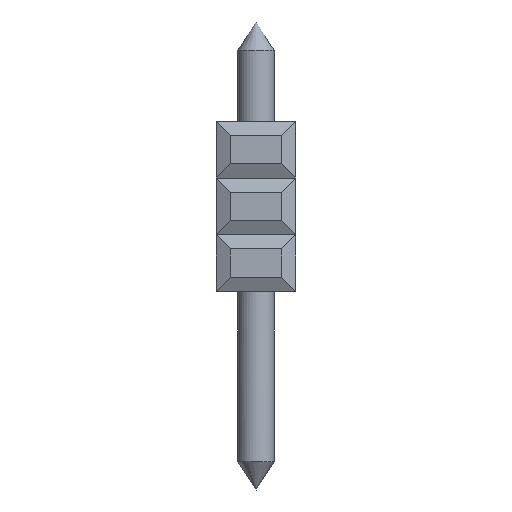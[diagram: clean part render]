
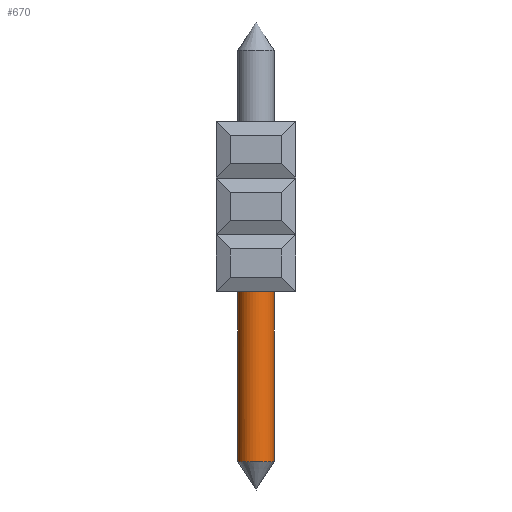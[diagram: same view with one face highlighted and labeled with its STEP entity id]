
A CAD part, left-side view. The second image highlights one B-rep face of the part: STEP entity #670.
In plain terms, the highlighted cylindrical face has radius 0.65 mm (diameter 1.3 mm), a full revolution.
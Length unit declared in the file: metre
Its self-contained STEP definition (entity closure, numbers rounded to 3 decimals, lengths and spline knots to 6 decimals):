
#670=ADVANCED_FACE('',(#1968,#1969),#1970,.T.);
#1968=FACE_OUTER_BOUND('',#4079,.T.);
#1969=FACE_OUTER_BOUND('',#4080,.T.);
#1970=CYLINDRICAL_SURFACE('',#4081,0.00065);
#4079=EDGE_LOOP('',(#6201));
#4080=EDGE_LOOP('',(#6202));
#4081=AXIS2_PLACEMENT_3D('',#6203,#6204,#6205);
#6201=ORIENTED_EDGE('',*,*,#11768,.F.);
#6202=ORIENTED_EDGE('',*,*,#11771,.F.);
#6203=CARTESIAN_POINT('',(0.05065,-0.03326,-0.0015));
#6204=DIRECTION('',(0.0,0.,-1.0));
#6205=DIRECTION('',(-1.0,0.0,0.0));
#11768=EDGE_CURVE('',#13940,#13940,#13941,.T.);
#11771=EDGE_CURVE('',#13943,#13943,#13944,.T.);
#13940=VERTEX_POINT('',#16982);
#13941=CIRCLE('',#16983,0.00065);
#13943=VERTEX_POINT('',#16985);
#13944=CIRCLE('',#16986,0.00065);
#16982=CARTESIAN_POINT('',(0.05104,-0.03274,-0.012));
#16983=AXIS2_PLACEMENT_3D('',#21400,#21401,#21402);
#16985=CARTESIAN_POINT('',(0.05065,-0.03391,-0.0058));
#16986=AXIS2_PLACEMENT_3D('',#21403,#21404,#21405);
#21400=CARTESIAN_POINT('',(0.05065,-0.03326,-0.012));
#21401=DIRECTION('',(0.,0.,-1.0));
#21402=DIRECTION('',(0.6,0.8,0.));
#21403=CARTESIAN_POINT('',(0.05065,-0.03326,-0.0058));
#21404=DIRECTION('',(0.0,0.,1.0));
#21405=DIRECTION('',(0.0,-1.0,0.));
